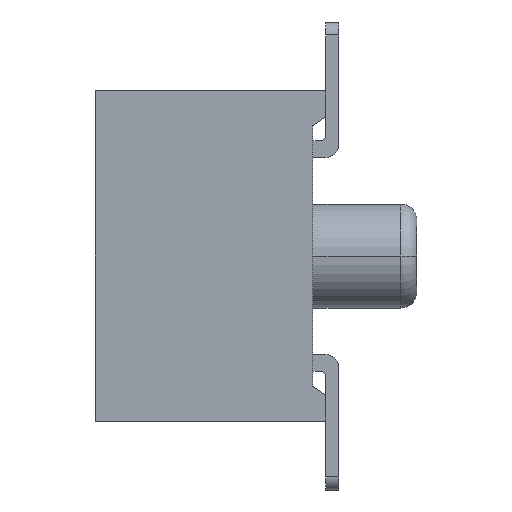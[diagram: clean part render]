
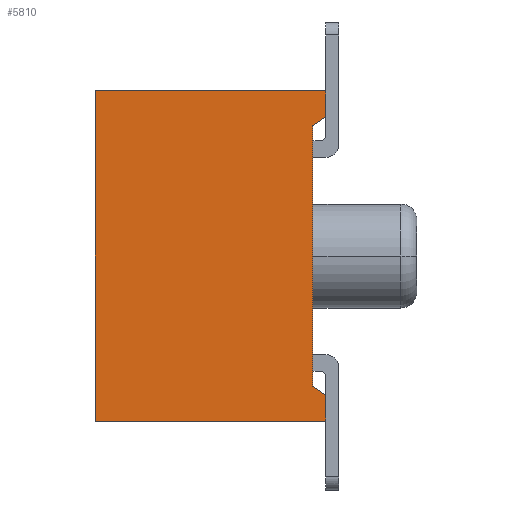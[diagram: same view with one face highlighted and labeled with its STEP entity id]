
A CAD part, left-side view. The second image highlights one B-rep face of the part: STEP entity #5810.
In plain terms, the highlighted planar face has unit normal (-1, 0, 0).
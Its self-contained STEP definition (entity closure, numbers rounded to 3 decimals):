
#24=DIRECTION('',(0.,0.,1.));
#25=VECTOR('',#24,0.4);
#26=CARTESIAN_POINT('',(-1.27,0.,2.14));
#27=LINE('',#26,#25);
#52=DIRECTION('',(0.,0.,1.));
#53=VECTOR('',#52,0.4);
#54=CARTESIAN_POINT('',(-1.27,0.,-2.54));
#55=LINE('',#54,#53);
#101=DIRECTION('',(0.,1.,0.));
#102=VECTOR('',#101,3.55);
#103=CARTESIAN_POINT('',(-1.27,0.,2.54));
#104=LINE('',#103,#102);
#563=DIRECTION('',(0.,0.,1.));
#564=VECTOR('',#563,5.08);
#565=CARTESIAN_POINT('',(-1.27,3.55,-2.54));
#566=LINE('',#565,#564);
#826=DIRECTION('',(0.,0.819,-0.574));
#827=VECTOR('',#826,0.244);
#828=CARTESIAN_POINT('',(-1.27,0.,2.14));
#829=LINE('',#828,#827);
#833=DIRECTION('',(0.,0.,-1.));
#834=VECTOR('',#833,4.);
#835=CARTESIAN_POINT('',(-1.27,0.2,2.));
#836=LINE('',#835,#834);
#840=DIRECTION('',(0.,-0.819,-0.574));
#841=VECTOR('',#840,0.244);
#842=CARTESIAN_POINT('',(-1.27,0.2,-2.));
#843=LINE('',#842,#841);
#847=DIRECTION('',(0.,1.,0.));
#848=VECTOR('',#847,3.55);
#849=CARTESIAN_POINT('',(-1.27,0.,-2.54));
#850=LINE('',#849,#848);
#4373=CARTESIAN_POINT('',(-1.27,3.55,-2.54));
#4374=CARTESIAN_POINT('',(-1.27,3.55,2.54));
#4375=VERTEX_POINT('',#4373);
#4376=VERTEX_POINT('',#4374);
#4377=CARTESIAN_POINT('',(-1.27,0.,-2.54));
#4378=VERTEX_POINT('',#4377);
#4379=CARTESIAN_POINT('',(-1.27,0.,2.54));
#4380=VERTEX_POINT('',#4379);
#4437=CARTESIAN_POINT('',(-1.27,0.,2.14));
#4439=VERTEX_POINT('',#4437);
#4441=CARTESIAN_POINT('',(-1.27,0.,-2.14));
#4443=VERTEX_POINT('',#4441);
#4445=CARTESIAN_POINT('',(-1.27,0.2,2.));
#4446=VERTEX_POINT('',#4445);
#4447=CARTESIAN_POINT('',(-1.27,0.2,-2.));
#4448=VERTEX_POINT('',#4447);
#5793=CARTESIAN_POINT('',(-1.27,0.,-2.54));
#5794=DIRECTION('',(-1.,0.,0.));
#5795=DIRECTION('',(0.,0.,1.));
#5796=AXIS2_PLACEMENT_3D('',#5793,#5794,#5795);
#5797=PLANE('',#5796);
#5798=ORIENTED_EDGE('',*,*,#5191,.T.);
#5799=ORIENTED_EDGE('',*,*,#5593,.T.);
#5801=ORIENTED_EDGE('',*,*,#5800,.T.);
#5802=ORIENTED_EDGE('',*,*,#5176,.F.);
#5804=ORIENTED_EDGE('',*,*,#5803,.T.);
#5805=ORIENTED_EDGE('',*,*,#5240,.T.);
#5806=ORIENTED_EDGE('',*,*,#5226,.F.);
#5807=ORIENTED_EDGE('',*,*,#5156,.F.);
#5808=EDGE_LOOP('',(#5798,#5799,#5801,#5802,#5804,#5805,#5806,#5807));
#5809=FACE_OUTER_BOUND('',#5808,.F.);
#5810=ADVANCED_FACE('',(#5809),#5797,.T.);
#5156=EDGE_CURVE('',#4439,#4380,#27,.T.);
#5176=EDGE_CURVE('',#4378,#4443,#55,.T.);
#5191=EDGE_CURVE('',#4439,#4446,#829,.T.);
#5226=EDGE_CURVE('',#4380,#4376,#104,.T.);
#5240=EDGE_CURVE('',#4375,#4376,#566,.T.);
#5593=EDGE_CURVE('',#4446,#4448,#836,.T.);
#5800=EDGE_CURVE('',#4448,#4443,#843,.T.);
#5803=EDGE_CURVE('',#4378,#4375,#850,.T.);
